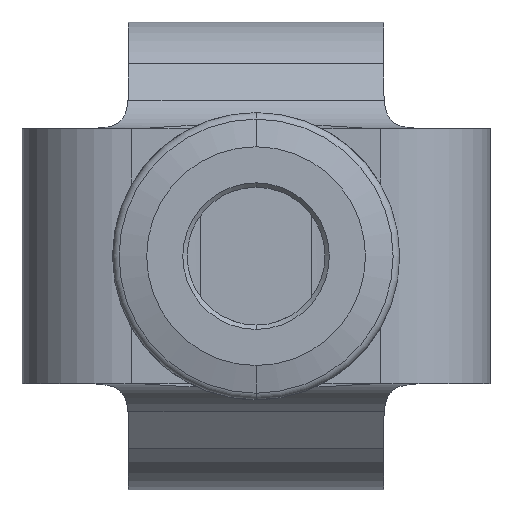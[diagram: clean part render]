
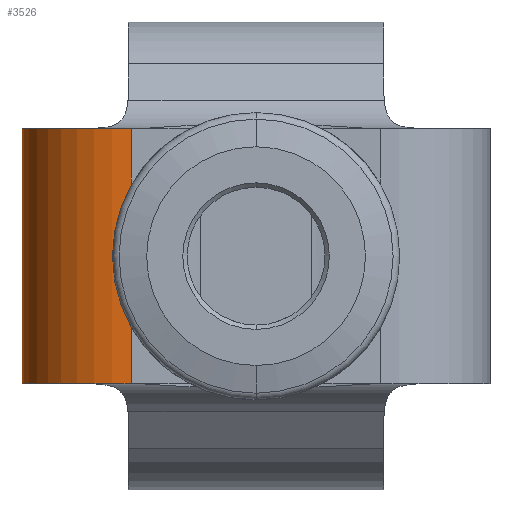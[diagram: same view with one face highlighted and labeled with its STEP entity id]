
A CAD part, front view. The second image highlights one B-rep face of the part: STEP entity #3526.
In plain terms, the highlighted cylindrical face has radius 9.525 mm (diameter 19.05 mm), a partial arc.
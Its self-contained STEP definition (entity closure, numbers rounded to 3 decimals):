
#13 = AXIS2_PLACEMENT_3D ( 'NONE', #4526, #4414, #4323 ) ;
#80 = VECTOR ( 'NONE', #2927, 1000. ) ;
#97 = LINE ( 'NONE', #2631, #80 ) ;
#222 = AXIS2_PLACEMENT_3D ( 'NONE', #4697, #4672, #4644 ) ;
#237 = VECTOR ( 'NONE', #4874, 1000. ) ;
#309 = LINE ( 'NONE', #4158, #237 ) ;
#377 = VECTOR ( 'NONE', #5631, 1000. ) ;
#382 = CIRCLE ( 'NONE', #222, 9.525 ) ;
#396 = LINE ( 'NONE', #991, #377 ) ;
#575 = CARTESIAN_POINT ( 'NONE',  ( -20.969, -24.352, 11.701 ) ) ;
#888 = CIRCLE ( 'NONE', #13, 9.525 ) ;
#991 = CARTESIAN_POINT ( 'NONE',  ( -30.494, -14.827, 11.705 ) ) ;
#1506 = ORIENTED_EDGE ( 'NONE', *, *, #5463, .F. ) ;
#1520 = ORIENTED_EDGE ( 'NONE', *, *, #5252, .T. ) ;
#1527 = ORIENTED_EDGE ( 'NONE', *, *, #5124, .T. ) ;
#1579 = ORIENTED_EDGE ( 'NONE', *, *, #4879, .T. ) ;
#1582 = ORIENTED_EDGE ( 'NONE', *, *, #4831, .F. ) ;
#1586 = ORIENTED_EDGE ( 'NONE', *, *, #4788, .T. ) ;
#1730 = ORIENTED_EDGE ( 'NONE', *, *, #4751, .T. ) ;
#1737 = ORIENTED_EDGE ( 'NONE', *, *, #4532, .F. ) ;
#1831 = CARTESIAN_POINT ( 'NONE',  ( -20.969, -24.352, 6.78 ) ) ;
#1854 = DIRECTION ( 'NONE',  ( 0., 0., 1. ) ) ;
#1902 = CARTESIAN_POINT ( 'NONE',  ( -20.969, -24.352, -10.524 ) ) ;
#2117 = DIRECTION ( 'NONE',  ( 0., 0., 1. ) ) ;
#2396 = CARTESIAN_POINT ( 'NONE',  ( -20.969, -24.352, -5.604 ) ) ;
#2477 = CARTESIAN_POINT ( 'NONE',  ( -20.969, -24.352, -10.524 ) ) ;
#2593 = DIRECTION ( 'NONE',  ( 0., 0., -1. ) ) ;
#2628 = CARTESIAN_POINT ( 'NONE',  ( -20.969, -14.827, 11.705 ) ) ;
#2631 = CARTESIAN_POINT ( 'NONE',  ( -20.969, -24.352, -10.524 ) ) ;
#2697 = DIRECTION ( 'NONE',  ( -1., 0., 0. ) ) ;
#2781 = VECTOR ( 'NONE', #1854, 1000. ) ;
#2927 = DIRECTION ( 'NONE',  ( 0., 0., 1. ) ) ;
#3131 = CYLINDRICAL_SURFACE ( 'NONE', #4457, 9.525 ) ;
#3241 = FACE_OUTER_BOUND ( 'NONE', #6072, .T. ) ;
#3270 = CARTESIAN_POINT ( 'NONE',  ( -20.969, -24.352, -10.525 ) ) ;
#3526 = ADVANCED_FACE ( 'NONE', ( #3241 ), #3131, .T. ) ;
#3699 = DIRECTION ( 'NONE',  ( 0., 0., -1. ) ) ;
#4085 = VERTEX_POINT ( 'NONE', #2396 ) ;
#4158 = CARTESIAN_POINT ( 'NONE',  ( -20.969, -24.352, 11.705 ) ) ;
#4168 = VERTEX_POINT ( 'NONE', #1831 ) ;
#4247 = VERTEX_POINT ( 'NONE', #575 ) ;
#4323 = DIRECTION ( 'NONE',  ( 1., 0., 0. ) ) ;
#4334 = VERTEX_POINT ( 'NONE', #4460 ) ;
#4414 = DIRECTION ( 'NONE',  ( 0., 0., 1. ) ) ;
#4442 = VERTEX_POINT ( 'NONE', #5512 ) ;
#4457 = AXIS2_PLACEMENT_3D ( 'NONE', #2628, #2593, #2697 ) ;
#4460 = CARTESIAN_POINT ( 'NONE',  ( -30.494, -14.827, -10.525 ) ) ;
#4470 = CARTESIAN_POINT ( 'NONE',  ( -20.969, -24.352, 11.705 ) ) ;
#4507 = VECTOR ( 'NONE', #3699, 1000. ) ;
#4526 = CARTESIAN_POINT ( 'NONE',  ( -20.969, -14.827, 11.705 ) ) ;
#4532 = EDGE_CURVE ( 'NONE', #4442, #5354, #888, .T. ) ;
#4552 = VERTEX_POINT ( 'NONE', #3270 ) ;
#4644 = DIRECTION ( 'NONE',  ( 1., 0., 0. ) ) ;
#4664 = LINE ( 'NONE', #4470, #4507 ) ;
#4672 = DIRECTION ( 'NONE',  ( 0., 0., 1. ) ) ;
#4697 = CARTESIAN_POINT ( 'NONE',  ( -20.969, -14.827, -10.525 ) ) ;
#4751 = EDGE_CURVE ( 'NONE', #4442, #4334, #396, .T. ) ;
#4788 = EDGE_CURVE ( 'NONE', #4334, #4552, #382, .T. ) ;
#4831 = EDGE_CURVE ( 'NONE', #5700, #4552, #309, .T. ) ;
#4874 = DIRECTION ( 'NONE',  ( 0., 0., -1. ) ) ;
#4879 = EDGE_CURVE ( 'NONE', #5700, #4085, #97, .T. ) ;
#5091 = LINE ( 'NONE', #1902, #2781 ) ;
#5124 = EDGE_CURVE ( 'NONE', #4085, #4168, #5091, .T. ) ;
#5252 = EDGE_CURVE ( 'NONE', #4168, #4247, #5683, .T. ) ;
#5354 = VERTEX_POINT ( 'NONE', #5378 ) ;
#5378 = CARTESIAN_POINT ( 'NONE',  ( -20.969, -24.352, 11.705 ) ) ;
#5463 = EDGE_CURVE ( 'NONE', #5354, #4247, #4664, .T. ) ;
#5512 = CARTESIAN_POINT ( 'NONE',  ( -30.494, -14.827, 11.705 ) ) ;
#5518 = VECTOR ( 'NONE', #2117, 1000. ) ;
#5631 = DIRECTION ( 'NONE',  ( 0., 0., -1. ) ) ;
#5683 = LINE ( 'NONE', #2477, #5518 ) ;
#5700 = VERTEX_POINT ( 'NONE', #6172 ) ;
#6072 = EDGE_LOOP ( 'NONE', ( #1737, #1730, #1586, #1582, #1579, #1527, #1520, #1506 ) ) ;
#6172 = CARTESIAN_POINT ( 'NONE',  ( -20.969, -24.352, -10.524 ) ) ;
